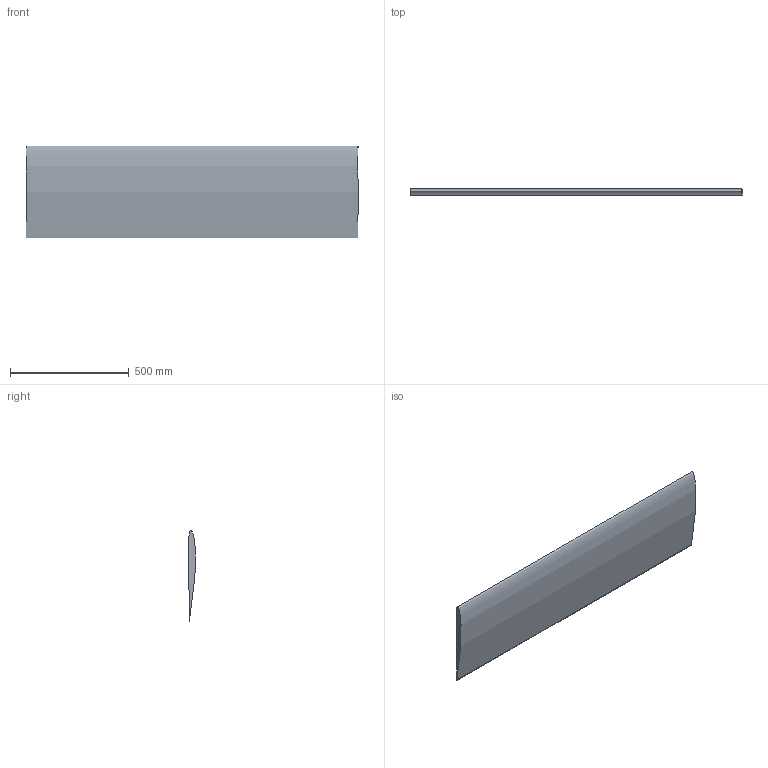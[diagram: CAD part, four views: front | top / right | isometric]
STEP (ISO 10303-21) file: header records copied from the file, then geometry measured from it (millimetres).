
FILE_DESCRIPTION (( 'STEP AP214' ), '1' );
FILE_NAME ('FW1_v1.STEP', '2024-11-14T20:46:49', ( '' ), ( '' ), 'SwSTEP 2.0', 'SolidWorks 2024', '' );
FILE_SCHEMA (( 'AUTOMOTIVE_DESIGN' ));
Length unit declared in the file: inch
Products named in the file (1): FW1_v1
Bounding box: 1397 x 28.63 x 384.43 mm (x, y, z)
Volume: 8201271.7 mm3; surface area: 1100103.7 mm2
Topology: 1 solids, 1 shells, 5 faces, 9 edges, 6 vertices
Faces by surface type: plane 4, bspline 1
Entity records: 454 total; most frequent: CARTESIAN_POINT 332, ORIENTED_EDGE 18, DIRECTION 17, EDGE_CURVE 9, LINE 7, VECTOR 7, VERTEX_POINT 6, FACE_OUTER_BOUND 5
